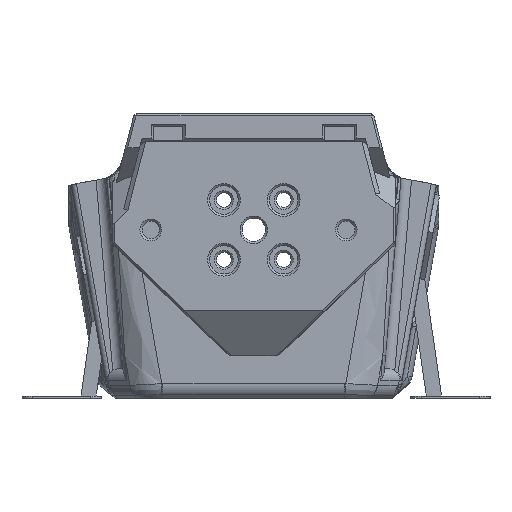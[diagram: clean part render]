
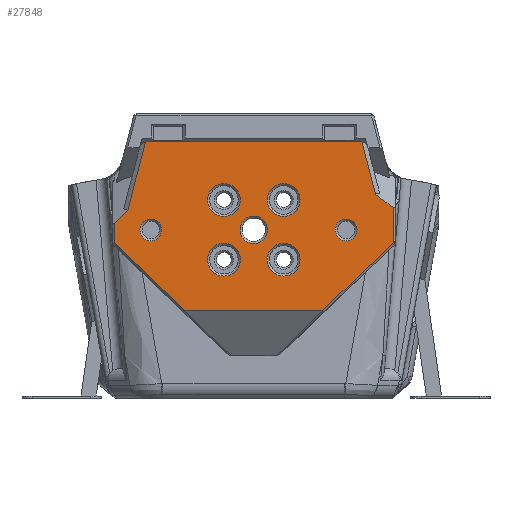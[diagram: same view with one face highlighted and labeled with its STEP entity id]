
A CAD part, front view. The second image highlights one B-rep face of the part: STEP entity #27848.
In plain terms, the highlighted planar face has unit normal (0, -1, 0).
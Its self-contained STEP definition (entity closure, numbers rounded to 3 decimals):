
#1135=PLANE('',#30033);
#1620=LINE('',#38856,#3965);
#1629=LINE('',#38875,#3974);
#3171=LINE('',#50980,#5516);
#3172=LINE('',#50982,#5517);
#3173=LINE('',#50984,#5518);
#3174=LINE('',#50986,#5519);
#3175=LINE('',#50988,#5520);
#3176=LINE('',#50990,#5521);
#3177=LINE('',#50992,#5522);
#3178=LINE('',#50993,#5523);
#3965=VECTOR('',#31180,1000.);
#3974=VECTOR('',#31191,1000.);
#5516=VECTOR('',#35697,1000.);
#5517=VECTOR('',#35698,1000.);
#5518=VECTOR('',#35699,1000.);
#5519=VECTOR('',#35700,1000.);
#5520=VECTOR('',#35701,1000.);
#5521=VECTOR('',#35702,1000.);
#5522=VECTOR('',#35703,1000.);
#5523=VECTOR('',#35704,1000.);
#6878=CIRCLE('',#30034,2.05);
#6879=CIRCLE('',#30035,2.05);
#6880=CIRCLE('',#30036,2.6);
#6881=CIRCLE('',#30037,3.1);
#6882=CIRCLE('',#30038,3.1);
#6883=CIRCLE('',#30039,3.1);
#6884=CIRCLE('',#30040,3.1);
#13028=ORIENTED_EDGE('',*,*,#18498,.T.);
#13029=ORIENTED_EDGE('',*,*,#18499,.T.);
#13030=ORIENTED_EDGE('',*,*,#15752,.F.);
#13031=ORIENTED_EDGE('',*,*,#18500,.T.);
#13032=ORIENTED_EDGE('',*,*,#18501,.T.);
#13033=ORIENTED_EDGE('',*,*,#18502,.T.);
#13034=ORIENTED_EDGE('',*,*,#18503,.T.);
#13035=ORIENTED_EDGE('',*,*,#18504,.T.);
#13036=ORIENTED_EDGE('',*,*,#18505,.T.);
#13037=ORIENTED_EDGE('',*,*,#18506,.T.);
#13038=ORIENTED_EDGE('',*,*,#15761,.F.);
#13039=ORIENTED_EDGE('',*,*,#18507,.T.);
#13040=ORIENTED_EDGE('',*,*,#18508,.T.);
#13041=ORIENTED_EDGE('',*,*,#18509,.F.);
#13042=ORIENTED_EDGE('',*,*,#18510,.F.);
#13043=ORIENTED_EDGE('',*,*,#18511,.T.);
#13044=ORIENTED_EDGE('',*,*,#18512,.T.);
#15752=EDGE_CURVE('',#19850,#19851,#1620,.T.);
#15761=EDGE_CURVE('',#19859,#19860,#1629,.F.);
#18498=EDGE_CURVE('',#21579,#21579,#6878,.T.);
#18499=EDGE_CURVE('',#21580,#21580,#6879,.T.);
#18500=EDGE_CURVE('',#19850,#21581,#3171,.T.);
#18501=EDGE_CURVE('',#21581,#21582,#3172,.F.);
#18502=EDGE_CURVE('',#21582,#21583,#3173,.T.);
#18503=EDGE_CURVE('',#21583,#21584,#3174,.T.);
#18504=EDGE_CURVE('',#21584,#21585,#3175,.T.);
#18505=EDGE_CURVE('',#21585,#21586,#3176,.T.);
#18506=EDGE_CURVE('',#21586,#19860,#3177,.T.);
#18507=EDGE_CURVE('',#19859,#19851,#3178,.T.);
#18508=EDGE_CURVE('',#21587,#21587,#6880,.F.);
#18509=EDGE_CURVE('',#21588,#21588,#6881,.F.);
#18510=EDGE_CURVE('',#21589,#21589,#6882,.F.);
#18511=EDGE_CURVE('',#21590,#21590,#6883,.F.);
#18512=EDGE_CURVE('',#21591,#21591,#6884,.F.);
#19850=VERTEX_POINT('',#38855);
#19851=VERTEX_POINT('',#38857);
#19859=VERTEX_POINT('',#38874);
#19860=VERTEX_POINT('',#38876);
#21579=VERTEX_POINT('',#50977);
#21580=VERTEX_POINT('',#50979);
#21581=VERTEX_POINT('',#50981);
#21582=VERTEX_POINT('',#50983);
#21583=VERTEX_POINT('',#50985);
#21584=VERTEX_POINT('',#50987);
#21585=VERTEX_POINT('',#50989);
#21586=VERTEX_POINT('',#50991);
#21587=VERTEX_POINT('',#50995);
#21588=VERTEX_POINT('',#50997);
#21589=VERTEX_POINT('',#50999);
#21590=VERTEX_POINT('',#51001);
#21591=VERTEX_POINT('',#51003);
#24255=EDGE_LOOP('',(#13028));
#24256=EDGE_LOOP('',(#13029));
#24257=EDGE_LOOP('',(#13030,#13031,#13032,#13033,#13034,#13035,#13036,#13037,
#13038,#13039));
#24258=EDGE_LOOP('',(#13040));
#24259=EDGE_LOOP('',(#13041));
#24260=EDGE_LOOP('',(#13042));
#24261=EDGE_LOOP('',(#13043));
#24262=EDGE_LOOP('',(#13044));
#25977=FACE_BOUND('',#24255,.T.);
#25978=FACE_BOUND('',#24256,.T.);
#25979=FACE_BOUND('',#24257,.T.);
#25980=FACE_BOUND('',#24258,.T.);
#25981=FACE_BOUND('',#24259,.T.);
#25982=FACE_BOUND('',#24260,.T.);
#25983=FACE_BOUND('',#24261,.T.);
#25984=FACE_BOUND('',#24262,.T.);
#27848=ADVANCED_FACE('',(#25977,#25978,#25979,#25980,#25981,#25982,#25983,
#25984),#1135,.T.);
#30033=AXIS2_PLACEMENT_3D('',#50975,#35691,#35692);
#30034=AXIS2_PLACEMENT_3D('',#50976,#35693,#35694);
#30035=AXIS2_PLACEMENT_3D('',#50978,#35695,#35696);
#30036=AXIS2_PLACEMENT_3D('',#50994,#35705,#35706);
#30037=AXIS2_PLACEMENT_3D('',#50996,#35707,#35708);
#30038=AXIS2_PLACEMENT_3D('',#50998,#35709,#35710);
#30039=AXIS2_PLACEMENT_3D('',#51000,#35711,#35712);
#30040=AXIS2_PLACEMENT_3D('',#51002,#35713,#35714);
#31180=DIRECTION('',(1.,0.,0.));
#31191=DIRECTION('',(-0.797,0.,0.604));
#35691=DIRECTION('',(0.,-1.,0.));
#35692=DIRECTION('',(1.,0.,0.));
#35693=DIRECTION('',(0.,1.,0.));
#35694=DIRECTION('',(0.,0.,1.));
#35695=DIRECTION('',(0.,1.,0.));
#35696=DIRECTION('',(0.,0.,1.));
#35697=DIRECTION('',(-0.25,0.,-0.968));
#35698=DIRECTION('',(0.714,0.,0.7));
#35699=DIRECTION('',(0.,0.,-1.));
#35700=DIRECTION('',(0.722,0.,-0.692));
#35701=DIRECTION('',(1.,0.,0.));
#35702=DIRECTION('',(0.722,0.,0.692));
#35703=DIRECTION('',(0.,0.,1.));
#35704=DIRECTION('',(-0.25,0.,0.968));
#35705=DIRECTION('',(0.,-1.,0.));
#35706=DIRECTION('',(0.,0.,-1.));
#35707=DIRECTION('',(0.,1.,0.));
#35708=DIRECTION('',(0.,0.,-1.));
#35709=DIRECTION('',(0.,1.,0.));
#35710=DIRECTION('',(0.,0.,-1.));
#35711=DIRECTION('',(0.,-1.,0.));
#35712=DIRECTION('',(0.,0.,-1.));
#35713=DIRECTION('',(0.,-1.,0.));
#35714=DIRECTION('',(0.,0.,-1.));
#38855=CARTESIAN_POINT('',(-20.456,-30.914,48.625));
#38856=CARTESIAN_POINT('',(-134.803,-30.914,48.625));
#38857=CARTESIAN_POINT('',(20.456,-30.914,48.625));
#38874=CARTESIAN_POINT('',(23.055,-30.914,38.578));
#38875=CARTESIAN_POINT('',(14.843,-30.914,44.803));
#38876=CARTESIAN_POINT('',(26.393,-30.914,36.048));
#50975=CARTESIAN_POINT('',(0.,-30.914,25.221));
#50976=CARTESIAN_POINT('',(17.499,-30.914,31.853));
#50977=CARTESIAN_POINT('',(17.499,-30.914,33.903));
#50978=CARTESIAN_POINT('',(-19.501,-30.914,31.853));
#50979=CARTESIAN_POINT('',(-19.501,-30.914,33.903));
#50980=CARTESIAN_POINT('',(-24.847,-30.914,31.647));
#50981=CARTESIAN_POINT('',(-23.831,-30.914,35.576));
#50982=CARTESIAN_POINT('',(-16.851,-30.914,42.416));
#50983=CARTESIAN_POINT('',(-26.393,-30.914,33.065));
#50984=CARTESIAN_POINT('',(-26.393,-30.914,25.221));
#50985=CARTESIAN_POINT('',(-26.393,-30.914,29.389));
#50986=CARTESIAN_POINT('',(-10.556,-30.914,14.208));
#50987=CARTESIAN_POINT('',(-13.09,-30.914,16.638));
#50988=CARTESIAN_POINT('',(-2.754,-30.914,16.638));
#50989=CARTESIAN_POINT('',(13.09,-30.914,16.638));
#50990=CARTESIAN_POINT('',(10.556,-30.914,14.208));
#50991=CARTESIAN_POINT('',(26.393,-30.914,29.389));
#50992=CARTESIAN_POINT('',(26.393,-30.914,25.221));
#50993=CARTESIAN_POINT('',(24.847,-30.914,31.647));
#50994=CARTESIAN_POINT('',(0.,-30.914,31.85));
#50995=CARTESIAN_POINT('',(0.,-30.914,29.25));
#50996=CARTESIAN_POINT('',(5.657,-30.914,37.507));
#50997=CARTESIAN_POINT('',(5.657,-30.914,34.407));
#50998=CARTESIAN_POINT('',(5.657,-30.914,26.193));
#50999=CARTESIAN_POINT('',(5.657,-30.914,23.093));
#51000=CARTESIAN_POINT('',(-5.657,-30.914,37.507));
#51001=CARTESIAN_POINT('',(-5.657,-30.914,34.407));
#51002=CARTESIAN_POINT('',(-5.657,-30.914,26.193));
#51003=CARTESIAN_POINT('',(-5.657,-30.914,23.093));
